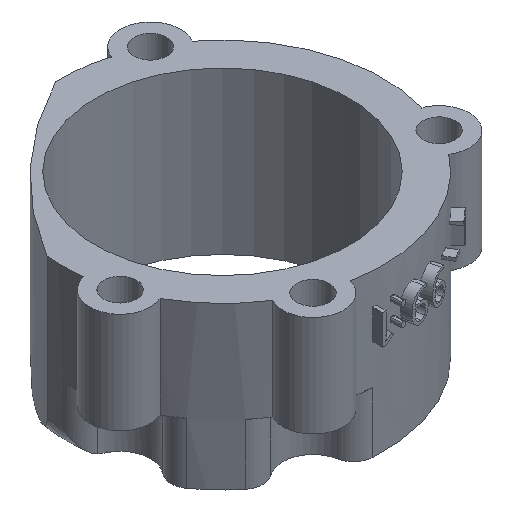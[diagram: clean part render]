
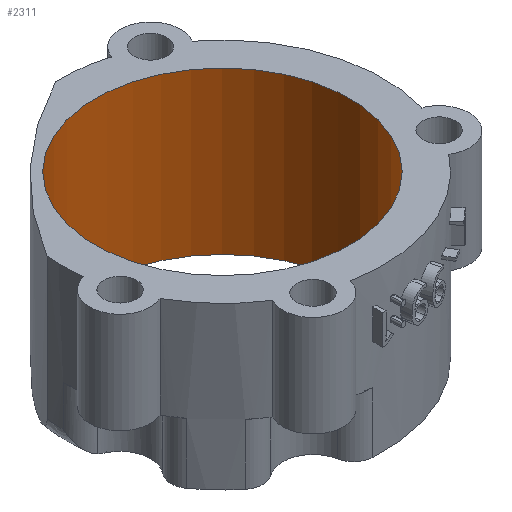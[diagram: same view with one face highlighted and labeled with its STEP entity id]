
A CAD part, isometric view. The second image highlights one B-rep face of the part: STEP entity #2311.
In plain terms, the highlighted cylindrical face has radius 12.6 mm (diameter 25.2 mm), a full revolution.
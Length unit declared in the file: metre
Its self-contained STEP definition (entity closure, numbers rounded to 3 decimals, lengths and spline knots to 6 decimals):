
#238=CYLINDRICAL_SURFACE('',#2434,0.0126);
#1076=ORIENTED_EDGE('',*,*,#1517,.T.);
#1077=ORIENTED_EDGE('',*,*,#1518,.F.);
#1517=EDGE_CURVE('',#1779,#1779,#1839,.T.);
#1518=EDGE_CURVE('',#1780,#1780,#1840,.T.);
#1779=VERTEX_POINT('',#4429);
#1780=VERTEX_POINT('',#4431);
#1839=CIRCLE('',#2435,0.0126);
#1840=CIRCLE('',#2436,0.0126);
#1988=EDGE_LOOP('',(#1076));
#1989=EDGE_LOOP('',(#1077));
#2141=FACE_BOUND('',#1988,.T.);
#2142=FACE_BOUND('',#1989,.T.);
#2311=ADVANCED_FACE('',(#2141,#2142),#238,.F.);
#2434=AXIS2_PLACEMENT_3D('',#4427,#2792,#2793);
#2435=AXIS2_PLACEMENT_3D('',#4428,#2794,#2795);
#2436=AXIS2_PLACEMENT_3D('',#4430,#2796,#2797);
#2792=DIRECTION('',(0.,0.,1.));
#2793=DIRECTION('',(-0.707,0.707,0.));
#2794=DIRECTION('',(0.,0.,-1.));
#2795=DIRECTION('',(0.707,-0.707,0.));
#2796=DIRECTION('',(0.,0.,-1.));
#2797=DIRECTION('',(0.707,-0.707,0.));
#4427=CARTESIAN_POINT('',(-0.017,0.018,-0.011));
#4428=CARTESIAN_POINT('',(-0.017,0.018,-0.011));
#4429=CARTESIAN_POINT('',(-0.00809,0.00909,-0.011));
#4430=CARTESIAN_POINT('',(-0.017,0.018,0.005));
#4431=CARTESIAN_POINT('',(-0.00809,0.00909,0.005));
